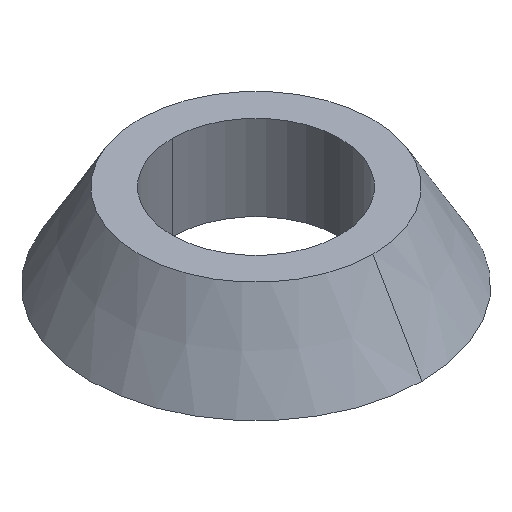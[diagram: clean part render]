
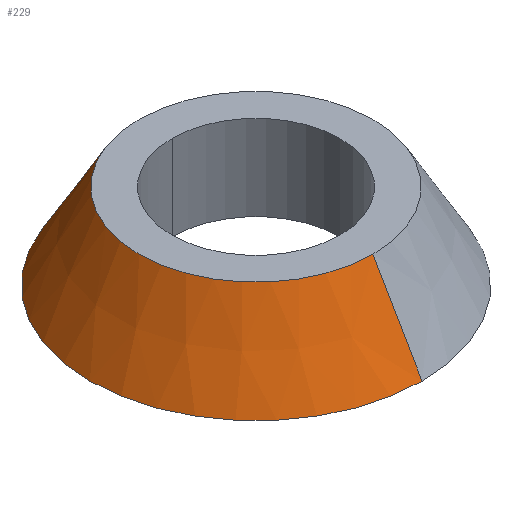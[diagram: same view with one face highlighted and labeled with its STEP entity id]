
A CAD part, isometric view. The second image highlights one B-rep face of the part: STEP entity #229.
In plain terms, the highlighted conical face has half-angle 30 degrees and reference radius 4.953 mm.
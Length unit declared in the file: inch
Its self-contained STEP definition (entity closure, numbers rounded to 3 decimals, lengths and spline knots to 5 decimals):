
#1 = DIRECTION ( 'NONE',  ( 0., 0.5, -0.866 ) ) ;
#2 = AXIS2_PLACEMENT_3D ( 'NONE', #159, #61, #209 ) ;
#5 = VERTEX_POINT ( 'NONE', #179 ) ;
#9 = CARTESIAN_POINT ( 'NONE',  ( 0., -0.195, -0.1 ) ) ;
#17 = AXIS2_PLACEMENT_3D ( 'NONE', #103, #43, #69 ) ;
#20 = VECTOR ( 'NONE', #163, 39.37008 ) ;
#22 = EDGE_CURVE ( 'NONE', #162, #144, #234, .T. ) ;
#31 = DIRECTION ( 'NONE',  ( 0., 1., 0. ) ) ;
#43 = DIRECTION ( 'NONE',  ( 0., 0., -1. ) ) ;
#46 = VECTOR ( 'NONE', #1, 39.37008 ) ;
#47 = DIRECTION ( 'NONE',  ( 0., 0., -1. ) ) ;
#51 = EDGE_CURVE ( 'NONE', #118, #162, #139, .T. ) ;
#61 = DIRECTION ( 'NONE',  ( 0., 0., -1. ) ) ;
#69 = DIRECTION ( 'NONE',  ( 0., 1., 0. ) ) ;
#82 = EDGE_LOOP ( 'NONE', ( #91, #238, #124, #213 ) ) ;
#87 = EDGE_CURVE ( 'NONE', #118, #5, #97, .T. ) ;
#91 = ORIENTED_EDGE ( 'NONE', *, *, #51, .F. ) ;
#97 = CIRCLE ( 'NONE', #17, 0.13726 ) ;
#103 = CARTESIAN_POINT ( 'NONE',  ( 0., 0., 0. ) ) ;
#110 = CARTESIAN_POINT ( 'NONE',  ( 0., 0., -0.1 ) ) ;
#117 = LINE ( 'NONE', #193, #46 ) ;
#118 = VERTEX_POINT ( 'NONE', #218 ) ;
#124 = ORIENTED_EDGE ( 'NONE', *, *, #143, .T. ) ;
#139 = LINE ( 'NONE', #9, #20 ) ;
#143 = EDGE_CURVE ( 'NONE', #5, #144, #117, .T. ) ;
#144 = VERTEX_POINT ( 'NONE', #184 ) ;
#145 = CONICAL_SURFACE ( 'NONE', #185, 0.195, 0.524 ) ;
#147 = CARTESIAN_POINT ( 'NONE',  ( 0., -0.195, -0.1 ) ) ;
#159 = CARTESIAN_POINT ( 'NONE',  ( 0., 0., -0.1 ) ) ;
#162 = VERTEX_POINT ( 'NONE', #147 ) ;
#163 = DIRECTION ( 'NONE',  ( 0., -0.5, -0.866 ) ) ;
#179 = CARTESIAN_POINT ( 'NONE',  ( 0., 0.13726, 0. ) ) ;
#184 = CARTESIAN_POINT ( 'NONE',  ( 0., 0.195, -0.1 ) ) ;
#185 = AXIS2_PLACEMENT_3D ( 'NONE', #110, #47, #31 ) ;
#193 = CARTESIAN_POINT ( 'NONE',  ( 0., 0.195, -0.1 ) ) ;
#209 = DIRECTION ( 'NONE',  ( 0., 1., 0. ) ) ;
#213 = ORIENTED_EDGE ( 'NONE', *, *, #22, .F. ) ;
#218 = CARTESIAN_POINT ( 'NONE',  ( 0., -0.13726, 0. ) ) ;
#222 = FACE_OUTER_BOUND ( 'NONE', #82, .T. ) ;
#229 = ADVANCED_FACE ( 'NONE', ( #222 ), #145, .T. ) ;
#234 = CIRCLE ( 'NONE', #2, 0.195 ) ;
#238 = ORIENTED_EDGE ( 'NONE', *, *, #87, .T. ) ;
